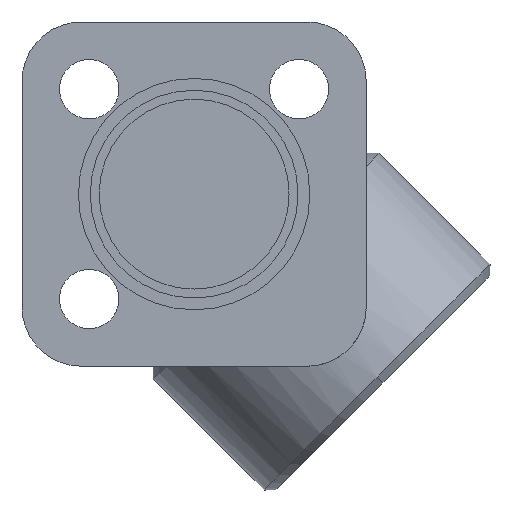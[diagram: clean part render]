
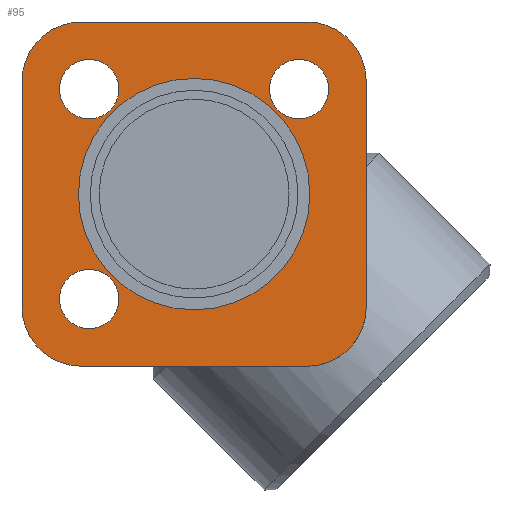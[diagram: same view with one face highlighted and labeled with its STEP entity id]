
A CAD part, front view. The second image highlights one B-rep face of the part: STEP entity #95.
In plain terms, the highlighted planar face has unit normal (0, -1, 0).
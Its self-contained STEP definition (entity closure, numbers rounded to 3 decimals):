
#95=ADVANCED_FACE('',(#201,#202,#203,#204,#205),#206,.F.);
#201=FACE_BOUND('',#311,.T.);
#202=FACE_BOUND('',#312,.T.);
#203=FACE_BOUND('',#313,.T.);
#204=FACE_BOUND('',#314,.T.);
#205=FACE_OUTER_BOUND('',#315,.T.);
#206=PLANE('',#316);
#311=EDGE_LOOP('',(#706,#707));
#312=EDGE_LOOP('',(#708,#709));
#313=EDGE_LOOP('',(#710,#711));
#314=EDGE_LOOP('',(#712,#713));
#315=EDGE_LOOP('',(#714,#715,#716,#717,#718,#719,#720,#721));
#316=AXIS2_PLACEMENT_3D('',#722,#723,#724);
#706=ORIENTED_EDGE('',*,*,#783,.T.);
#707=ORIENTED_EDGE('',*,*,#782,.T.);
#708=ORIENTED_EDGE('',*,*,#838,.T.);
#709=ORIENTED_EDGE('',*,*,#736,.T.);
#710=ORIENTED_EDGE('',*,*,#839,.T.);
#711=ORIENTED_EDGE('',*,*,#732,.T.);
#712=ORIENTED_EDGE('',*,*,#840,.T.);
#713=ORIENTED_EDGE('',*,*,#728,.T.);
#714=ORIENTED_EDGE('',*,*,#853,.T.);
#715=ORIENTED_EDGE('',*,*,#841,.F.);
#716=ORIENTED_EDGE('',*,*,#808,.T.);
#717=ORIENTED_EDGE('',*,*,#844,.F.);
#718=ORIENTED_EDGE('',*,*,#846,.F.);
#719=ORIENTED_EDGE('',*,*,#848,.F.);
#720=ORIENTED_EDGE('',*,*,#850,.T.);
#721=ORIENTED_EDGE('',*,*,#852,.F.);
#722=CARTESIAN_POINT('',(0.,0.,0.));
#723=DIRECTION('',(-0.0,1.0,0.));
#724=DIRECTION('',(1.0,0.0,0.0));
#728=EDGE_CURVE('',#855,#859,#861,.T.);
#732=EDGE_CURVE('',#863,#867,#869,.T.);
#736=EDGE_CURVE('',#871,#875,#877,.T.);
#782=EDGE_CURVE('',#960,#964,#966,.T.);
#783=EDGE_CURVE('',#964,#960,#967,.T.);
#808=EDGE_CURVE('',#1003,#1001,#1004,.T.);
#838=EDGE_CURVE('',#875,#871,#1046,.T.);
#839=EDGE_CURVE('',#867,#863,#1047,.T.);
#840=EDGE_CURVE('',#859,#855,#1048,.T.);
#841=EDGE_CURVE('',#1003,#1049,#1050,.T.);
#844=EDGE_CURVE('',#1052,#1001,#1054,.T.);
#846=EDGE_CURVE('',#1055,#1052,#1057,.T.);
#848=EDGE_CURVE('',#1058,#1055,#1060,.T.);
#850=EDGE_CURVE('',#1058,#1061,#1063,.T.);
#852=EDGE_CURVE('',#1064,#1061,#1066,.T.);
#853=EDGE_CURVE('',#1064,#1049,#1067,.T.);
#855=VERTEX_POINT('',#1069);
#859=VERTEX_POINT('',#1074);
#861=CIRCLE('',#1077,3.0);
#863=VERTEX_POINT('',#1079);
#867=VERTEX_POINT('',#1084);
#869=CIRCLE('',#1087,3.0);
#871=VERTEX_POINT('',#1089);
#875=VERTEX_POINT('',#1094);
#877=CIRCLE('',#1097,3.0);
#960=VERTEX_POINT('',#1281);
#964=VERTEX_POINT('',#1286);
#966=CIRCLE('',#1289,11.7);
#967=CIRCLE('',#1290,11.7);
#1001=VERTEX_POINT('',#1363);
#1003=VERTEX_POINT('',#1366);
#1004=LINE('',#1367,#1368);
#1046=CIRCLE('',#1490,3.0);
#1047=CIRCLE('',#1491,3.0);
#1048=CIRCLE('',#1492,3.0);
#1049=VERTEX_POINT('',#1493);
#1050=CIRCLE('',#1494,6.0);
#1052=VERTEX_POINT('',#1497);
#1054=CIRCLE('',#1500,6.0);
#1055=VERTEX_POINT('',#1501);
#1057=LINE('',#1504,#1505);
#1058=VERTEX_POINT('',#1506);
#1060=CIRCLE('',#1509,6.0);
#1061=VERTEX_POINT('',#1510);
#1063=LINE('',#1513,#1514);
#1064=VERTEX_POINT('',#1515);
#1066=CIRCLE('',#1518,6.0);
#1067=LINE('',#1519,#1520);
#1069=CARTESIAN_POINT('',(-8.485,0.,-8.485));
#1074=CARTESIAN_POINT('',(-12.728,0.,-12.728));
#1077=AXIS2_PLACEMENT_3D('',#1526,#1527,#1528);
#1079=CARTESIAN_POINT('',(-8.485,0.,8.485));
#1084=CARTESIAN_POINT('',(-12.728,0.,12.728));
#1087=AXIS2_PLACEMENT_3D('',#1534,#1535,#1536);
#1089=CARTESIAN_POINT('',(8.485,0.,8.485));
#1094=CARTESIAN_POINT('',(12.728,0.,12.728));
#1097=AXIS2_PLACEMENT_3D('',#1542,#1543,#1544);
#1281=CARTESIAN_POINT('',(-11.7,0.,0.));
#1286=CARTESIAN_POINT('',(11.7,0.,0.));
#1289=AXIS2_PLACEMENT_3D('',#1623,#1624,#1625);
#1290=AXIS2_PLACEMENT_3D('',#1626,#1627,#1628);
#1363=CARTESIAN_POINT('',(17.4,0.,11.4));
#1366=CARTESIAN_POINT('',(17.4,0.,-11.4));
#1367=CARTESIAN_POINT('',(17.4,0.,-11.4));
#1368=VECTOR('',#1680,1.0);
#1490=AXIS2_PLACEMENT_3D('',#1737,#1738,#1739);
#1491=AXIS2_PLACEMENT_3D('',#1740,#1741,#1742);
#1492=AXIS2_PLACEMENT_3D('',#1743,#1744,#1745);
#1493=CARTESIAN_POINT('',(11.4,0.,-17.4));
#1494=AXIS2_PLACEMENT_3D('',#1746,#1747,#1748);
#1497=CARTESIAN_POINT('',(11.4,0.,17.4));
#1500=AXIS2_PLACEMENT_3D('',#1751,#1752,#1753);
#1501=CARTESIAN_POINT('',(-11.4,0.,17.4));
#1504=CARTESIAN_POINT('',(0.,0.,17.4));
#1505=VECTOR('',#1755,1.0);
#1506=CARTESIAN_POINT('',(-17.4,0.,11.4));
#1509=AXIS2_PLACEMENT_3D('',#1757,#1758,#1759);
#1510=CARTESIAN_POINT('',(-17.4,0.,-11.4));
#1513=CARTESIAN_POINT('',(-17.4,0.,11.4));
#1514=VECTOR('',#1761,1.0);
#1515=CARTESIAN_POINT('',(-11.4,0.,-17.4));
#1518=AXIS2_PLACEMENT_3D('',#1763,#1764,#1765);
#1519=CARTESIAN_POINT('',(0.,0.,-17.4));
#1520=VECTOR('',#1766,1.0);
#1526=CARTESIAN_POINT('',(-10.607,0.0,-10.607));
#1527=DIRECTION('',(0.,1.0,0.));
#1528=DIRECTION('',(0.707,0.,0.707));
#1534=CARTESIAN_POINT('',(-10.607,0.0,10.607));
#1535=DIRECTION('',(0.,1.0,0.));
#1536=DIRECTION('',(0.707,0.,-0.707));
#1542=CARTESIAN_POINT('',(10.607,0.0,10.607));
#1543=DIRECTION('',(0.,1.0,0.));
#1544=DIRECTION('',(-0.707,0.,-0.707));
#1623=CARTESIAN_POINT('',(0.0,0.,0.0));
#1624=DIRECTION('',(0.0,1.0,0.));
#1625=DIRECTION('',(-1.0,0.0,0.0));
#1626=CARTESIAN_POINT('',(0.0,0.,0.0));
#1627=DIRECTION('',(0.0,1.0,0.));
#1628=DIRECTION('',(-1.0,0.0,0.0));
#1680=DIRECTION('',(0.,0.,1.0));
#1737=CARTESIAN_POINT('',(10.607,0.0,10.607));
#1738=DIRECTION('',(0.,1.0,0.));
#1739=DIRECTION('',(-0.707,0.,-0.707));
#1740=CARTESIAN_POINT('',(-10.607,0.0,10.607));
#1741=DIRECTION('',(0.,1.0,0.));
#1742=DIRECTION('',(0.707,0.,-0.707));
#1743=CARTESIAN_POINT('',(-10.607,0.0,-10.607));
#1744=DIRECTION('',(0.,1.0,0.));
#1745=DIRECTION('',(0.707,0.,0.707));
#1746=CARTESIAN_POINT('',(11.4,0.,-11.4));
#1747=DIRECTION('',(-0.0,1.0,0.));
#1748=DIRECTION('',(1.0,0.0,0.0));
#1751=CARTESIAN_POINT('',(11.4,0.,11.4));
#1752=DIRECTION('',(-0.0,1.0,0.));
#1753=DIRECTION('',(1.0,0.0,0.0));
#1755=DIRECTION('',(1.0,0.,0.));
#1757=CARTESIAN_POINT('',(-11.4,0.,11.4));
#1758=DIRECTION('',(-0.0,1.0,0.));
#1759=DIRECTION('',(1.0,0.0,0.0));
#1761=DIRECTION('',(0.,0.,-1.0));
#1763=CARTESIAN_POINT('',(-11.4,0.,-11.4));
#1764=DIRECTION('',(-0.0,1.0,0.));
#1765=DIRECTION('',(1.0,0.0,0.0));
#1766=DIRECTION('',(1.0,0.,0.));
